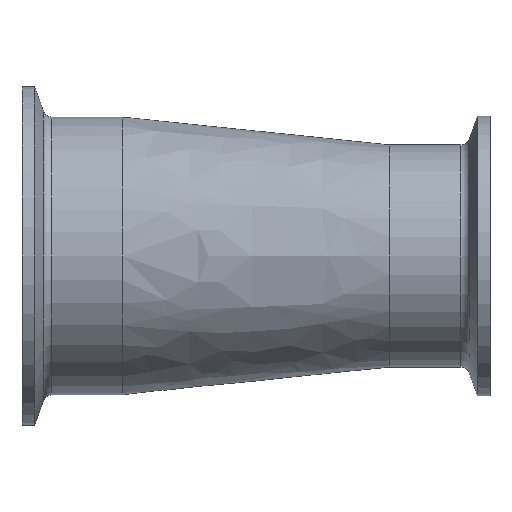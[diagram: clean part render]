
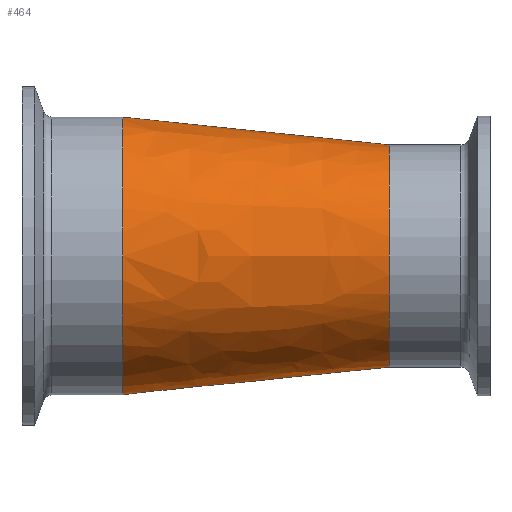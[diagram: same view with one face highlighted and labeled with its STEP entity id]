
A CAD part, front view. The second image highlights one B-rep face of the part: STEP entity #464.
In plain terms, the highlighted free-form (B-spline) face has degree [1, 2] with [2, 9] control points.
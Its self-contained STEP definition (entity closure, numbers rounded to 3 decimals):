
#16=B_SPLINE_CURVE_WITH_KNOTS('',1,(#916,#917),.UNSPECIFIED.,.F.,.F.,(2,
2),(-1.943,-0.001),.UNSPECIFIED.);
#18=(
BOUNDED_SURFACE()
B_SPLINE_SURFACE(1,2,((#898,#899,#900,#901,#902,#903,#904,#905,#906),(#907,
#908,#909,#910,#911,#912,#913,#914,#915)),.UNSPECIFIED.,.F.,.T.,.F.)
B_SPLINE_SURFACE_WITH_KNOTS((2,2),(3,2,2,2,3),(-0.103,2.024),
(-3.142,-1.571,0.,1.571,3.142),
 .UNSPECIFIED.)
GEOMETRIC_REPRESENTATION_ITEM()
RATIONAL_B_SPLINE_SURFACE(((1.,0.707,1.,0.707,1.,
0.707,1.,0.707,1.),(1.,0.707,1.,0.707,
1.,0.707,1.,0.707,1.)))
REPRESENTATION_ITEM('')
SURFACE()
);
#86=FACE_OUTER_BOUND('',#116,.T.);
#116=EDGE_LOOP('',(#411,#412,#413,#414,#415,#416,#417,#418));
#125=CIRCLE('',#496,25.4);
#126=CIRCLE('',#497,25.4);
#127=CIRCLE('',#498,25.4);
#163=CIRCLE('',#550,31.75);
#164=CIRCLE('',#551,31.75);
#165=CIRCLE('',#552,31.75);
#180=VERTEX_POINT('',#757);
#181=VERTEX_POINT('',#758);
#182=VERTEX_POINT('',#760);
#212=VERTEX_POINT('',#849);
#213=VERTEX_POINT('',#851);
#214=VERTEX_POINT('',#853);
#230=EDGE_CURVE('',#180,#181,#125,.T.);
#231=EDGE_CURVE('',#182,#180,#126,.T.);
#233=EDGE_CURVE('',#181,#182,#127,.T.);
#275=EDGE_CURVE('',#212,#213,#163,.T.);
#276=EDGE_CURVE('',#213,#214,#164,.T.);
#277=EDGE_CURVE('',#214,#212,#165,.T.);
#290=EDGE_CURVE('',#181,#214,#16,.T.);
#411=ORIENTED_EDGE('',*,*,#230,.T.);
#412=ORIENTED_EDGE('',*,*,#290,.T.);
#413=ORIENTED_EDGE('',*,*,#276,.F.);
#414=ORIENTED_EDGE('',*,*,#275,.F.);
#415=ORIENTED_EDGE('',*,*,#277,.F.);
#416=ORIENTED_EDGE('',*,*,#290,.F.);
#417=ORIENTED_EDGE('',*,*,#233,.T.);
#418=ORIENTED_EDGE('',*,*,#231,.T.);
#464=ADVANCED_FACE('',(#86),#18,.F.);
#496=AXIS2_PLACEMENT_3D('',#759,#588,#589);
#497=AXIS2_PLACEMENT_3D('',#761,#590,#591);
#498=AXIS2_PLACEMENT_3D('',#763,#593,#594);
#550=AXIS2_PLACEMENT_3D('',#852,#703,#704);
#551=AXIS2_PLACEMENT_3D('',#854,#705,#706);
#552=AXIS2_PLACEMENT_3D('',#855,#707,#708);
#588=DIRECTION('center_axis',(-1.,0.,0.));
#589=DIRECTION('ref_axis',(0.,0.,1.));
#590=DIRECTION('center_axis',(-1.,0.,0.));
#591=DIRECTION('ref_axis',(0.,0.,1.));
#593=DIRECTION('center_axis',(-1.,0.,0.));
#594=DIRECTION('ref_axis',(0.,0.,1.));
#703=DIRECTION('center_axis',(-1.,0.,0.));
#704=DIRECTION('ref_axis',(0.,0.,1.));
#705=DIRECTION('center_axis',(-1.,0.,0.));
#706=DIRECTION('ref_axis',(0.,0.,1.));
#707=DIRECTION('center_axis',(-1.,0.,0.));
#708=DIRECTION('ref_axis',(0.,0.,1.));
#757=CARTESIAN_POINT('',(64.,-31.75,0.));
#758=CARTESIAN_POINT('',(64.,-6.619,25.399));
#759=CARTESIAN_POINT('Origin',(64.,-6.35,0.));
#760=CARTESIAN_POINT('',(64.,19.05,0.));
#761=CARTESIAN_POINT('Origin',(64.,-6.35,0.));
#763=CARTESIAN_POINT('Origin',(64.,-6.35,0.));
#849=CARTESIAN_POINT('',(3.,31.75,0.));
#851=CARTESIAN_POINT('',(3.,-31.75,0.));
#852=CARTESIAN_POINT('Origin',(3.,0.,0.));
#853=CARTESIAN_POINT('',(3.,-0.337,31.748));
#854=CARTESIAN_POINT('Origin',(3.,0.,0.));
#855=CARTESIAN_POINT('Origin',(3.,0.,0.));
#898=CARTESIAN_POINT('Ctrl Pts',(-0.27,0.,
32.089));
#899=CARTESIAN_POINT('Ctrl Pts',(-3.54,-31.75,32.089));
#900=CARTESIAN_POINT('Ctrl Pts',(-3.54,-31.75,0.));
#901=CARTESIAN_POINT('Ctrl Pts',(-3.54,-31.75,-32.089));
#902=CARTESIAN_POINT('Ctrl Pts',(-0.27,0.,
-32.089));
#903=CARTESIAN_POINT('Ctrl Pts',(3.,31.75,-32.089));
#904=CARTESIAN_POINT('Ctrl Pts',(3.,31.75,0.));
#905=CARTESIAN_POINT('Ctrl Pts',(3.,31.75,32.089));
#906=CARTESIAN_POINT('Ctrl Pts',(-0.27,0.,
32.089));
#907=CARTESIAN_POINT('Ctrl Pts',(66.561,-6.883,25.132));
#908=CARTESIAN_POINT('Ctrl Pts',(64.,-31.75,25.132));
#909=CARTESIAN_POINT('Ctrl Pts',(64.,-31.75,0.));
#910=CARTESIAN_POINT('Ctrl Pts',(64.,-31.75,-25.132));
#911=CARTESIAN_POINT('Ctrl Pts',(66.561,-6.883,-25.132));
#912=CARTESIAN_POINT('Ctrl Pts',(69.122,17.984,-25.132));
#913=CARTESIAN_POINT('Ctrl Pts',(69.122,17.984,0.));
#914=CARTESIAN_POINT('Ctrl Pts',(69.122,17.984,25.132));
#915=CARTESIAN_POINT('Ctrl Pts',(66.561,-6.883,25.132));
#916=CARTESIAN_POINT('Ctrl Pts',(64.,-6.619,25.399));
#917=CARTESIAN_POINT('Ctrl Pts',(3.,-0.337,31.748));
